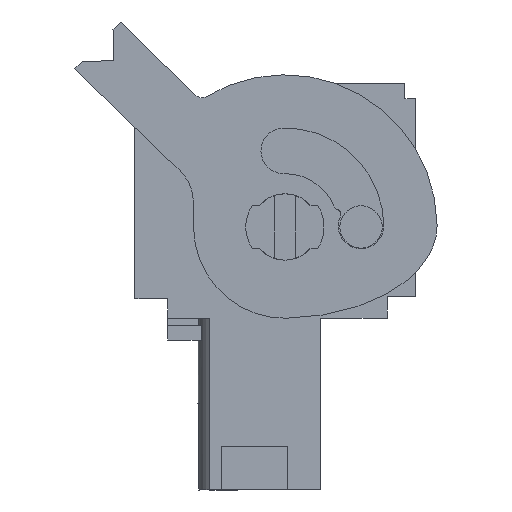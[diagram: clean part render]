
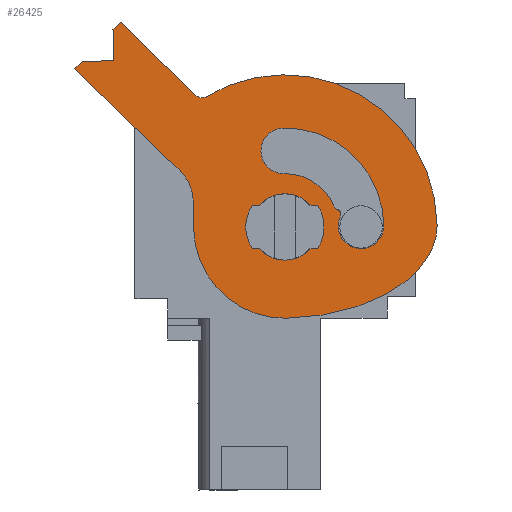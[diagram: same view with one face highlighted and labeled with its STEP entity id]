
A CAD part, left-side view. The second image highlights one B-rep face of the part: STEP entity #26425.
In plain terms, the highlighted planar face has unit normal (-1, 0, 0).
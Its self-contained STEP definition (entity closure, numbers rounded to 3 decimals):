
#25764=AXIS2_PLACEMENT_3D('Circle Axis2P3D',#25762,#25763,$) ;
#25967=AXIS2_PLACEMENT_3D('Circle Axis2P3D',#25965,#25966,$) ;
#25998=AXIS2_PLACEMENT_3D('Circle Axis2P3D',#25996,#25997,$) ;
#26151=AXIS2_PLACEMENT_3D('Circle Axis2P3D',#26149,#26150,$) ;
#26182=AXIS2_PLACEMENT_3D('Circle Axis2P3D',#26180,#26181,$) ;
#26206=AXIS2_PLACEMENT_3D('Circle Axis2P3D',#26204,#26205,$) ;
#26230=AXIS2_PLACEMENT_3D('Circle Axis2P3D',#26228,#26229,$) ;
#26254=AXIS2_PLACEMENT_3D('Circle Axis2P3D',#26252,#26253,$) ;
#26271=AXIS2_PLACEMENT_3D('Circle Axis2P3D',#26269,#26270,$) ;
#26288=AXIS2_PLACEMENT_3D('Circle Axis2P3D',#26286,#26287,$) ;
#26336=AXIS2_PLACEMENT_3D('Circle Axis2P3D',#26334,#26335,$) ;
#26392=AXIS2_PLACEMENT_3D('Plane Axis2P3D',#26389,#26390,#26391) ;
#26410=AXIS2_PLACEMENT_3D('Circle Axis2P3D',#26408,#26409,$) ;
#25759=CARTESIAN_POINT('Vertex',(0.5,6.999,13.625)) ;
#25762=CARTESIAN_POINT('Axis2P3D Location',(0.5,6.999,12.1)) ;
#25766=CARTESIAN_POINT('Vertex',(0.5,6.999,10.575)) ;
#25962=CARTESIAN_POINT('Vertex',(0.5,10.607,18.099)) ;
#25965=CARTESIAN_POINT('Axis2P3D Location',(0.5,6.999,12.1)) ;
#25969=CARTESIAN_POINT('Vertex',(0.5,0.,12.21)) ;
#25993=CARTESIAN_POINT('Vertex',(0.5,6.933,7.901)) ;
#25996=CARTESIAN_POINT('Axis2P3D Location',(0.5,6.999,12.1)) ;
#26000=CARTESIAN_POINT('Vertex',(0.5,11.198,12.034)) ;
#26024=CARTESIAN_POINT('Vertex',(0.5,16.66,19.374)) ;
#26027=CARTESIAN_POINT('Line Origine',(0.5,16.492,19.547)) ;
#26031=CARTESIAN_POINT('Vertex',(0.5,16.324,19.72)) ;
#26051=CARTESIAN_POINT('Line Origine',(0.5,15.605,19.732)) ;
#26055=CARTESIAN_POINT('Vertex',(0.5,14.886,19.743)) ;
#26075=CARTESIAN_POINT('Line Origine',(0.5,14.897,20.462)) ;
#26079=CARTESIAN_POINT('Vertex',(0.5,14.909,21.181)) ;
#26094=CARTESIAN_POINT('Line Origine',(0.5,14.741,21.355)) ;
#26098=CARTESIAN_POINT('Vertex',(0.5,14.573,21.528)) ;
#26118=CARTESIAN_POINT('Line Origine',(0.5,12.832,19.841)) ;
#26122=CARTESIAN_POINT('Vertex',(0.5,11.091,18.154)) ;
#26146=CARTESIAN_POINT('Vertex',(0.5,7.038,14.55)) ;
#26149=CARTESIAN_POINT('Axis2P3D Location',(0.5,6.999,12.1)) ;
#26153=CARTESIAN_POINT('Vertex',(0.5,4.727,13.018)) ;
#26177=CARTESIAN_POINT('Vertex',(0.5,4.583,12.897)) ;
#26180=CARTESIAN_POINT('Axis2P3D Location',(0.5,4.624,12.701)) ;
#26184=CARTESIAN_POINT('Vertex',(0.5,4.444,12.614)) ;
#26204=CARTESIAN_POINT('Axis2P3D Location',(0.5,4.542,13.093)) ;
#26225=CARTESIAN_POINT('Vertex',(0.5,7.071,16.649)) ;
#26228=CARTESIAN_POINT('Axis2P3D Location',(0.5,7.054,15.6)) ;
#26249=CARTESIAN_POINT('Vertex',(0.5,2.45,12.172)) ;
#26252=CARTESIAN_POINT('Axis2P3D Location',(0.5,6.999,12.1)) ;
#26269=CARTESIAN_POINT('Axis2P3D Location',(0.5,3.499,12.155)) ;
#26286=CARTESIAN_POINT('Axis2P3D Location',(0.5,10.813,18.442)) ;
#26307=CARTESIAN_POINT('Vertex',(0.5,11.826,14.689)) ;
#26310=CARTESIAN_POINT('Line Origine',(0.5,14.243,17.031)) ;
#26331=CARTESIAN_POINT('Vertex',(0.5,11.218,13.284)) ;
#26334=CARTESIAN_POINT('Axis2P3D Location',(0.5,13.218,13.253)) ;
#26351=CARTESIAN_POINT('Line Origine',(0.5,11.208,12.659)) ;
#26372=CARTESIAN_POINT('Control Point',(0.5,6.933,7.901)) ;
#26373=CARTESIAN_POINT('Control Point',(0.5,5.853,7.917)) ;
#26374=CARTESIAN_POINT('Control Point',(0.5,4.775,8.059)) ;
#26375=CARTESIAN_POINT('Control Point',(0.5,3.734,8.326)) ;
#26376=CARTESIAN_POINT('Control Point',(0.5,1.928,9.07)) ;
#26377=CARTESIAN_POINT('Control Point',(0.5,0.648,10.227)) ;
#26378=CARTESIAN_POINT('Control Point',(0.5,0.205,10.857)) ;
#26379=CARTESIAN_POINT('Control Point',(0.5,-0.011,11.535)) ;
#26380=CARTESIAN_POINT('Control Point',(0.5,0.,12.21)) ;
#26389=CARTESIAN_POINT('Axis2P3D Location',(0.5,8.399,24.2)) ;
#26408=CARTESIAN_POINT('Axis2P3D Location',(0.5,6.999,12.1)) ;
#25763=DIRECTION('Axis2P3D Direction',(-1.,0.,0.)) ;
#25966=DIRECTION('Axis2P3D Direction',(-1.,0.,0.)) ;
#25997=DIRECTION('Axis2P3D Direction',(-1.,0.,0.)) ;
#26028=DIRECTION('Vector Direction',(0.,-0.696,0.718)) ;
#26052=DIRECTION('Vector Direction',(0.,-1.,0.016)) ;
#26076=DIRECTION('Vector Direction',(0.,0.016,1.)) ;
#26095=DIRECTION('Vector Direction',(0.,-0.696,0.718)) ;
#26119=DIRECTION('Vector Direction',(0.,-0.718,-0.696)) ;
#26150=DIRECTION('Axis2P3D Direction',(-1.,0.,0.)) ;
#26181=DIRECTION('Axis2P3D Direction',(-1.,0.,0.)) ;
#26205=DIRECTION('Axis2P3D Direction',(-1.,0.,0.)) ;
#26229=DIRECTION('Axis2P3D Direction',(-1.,0.,0.)) ;
#26253=DIRECTION('Axis2P3D Direction',(-1.,0.,0.)) ;
#26270=DIRECTION('Axis2P3D Direction',(-1.,0.,0.)) ;
#26287=DIRECTION('Axis2P3D Direction',(-1.,0.,0.)) ;
#26311=DIRECTION('Vector Direction',(0.,-0.718,-0.696)) ;
#26335=DIRECTION('Axis2P3D Direction',(-1.,0.,0.)) ;
#26352=DIRECTION('Vector Direction',(0.,-0.016,-1.)) ;
#26390=DIRECTION('Axis2P3D Direction',(1.,0.,0.)) ;
#26391=DIRECTION('Axis2P3D XDirection',(0.,0.,-1.)) ;
#26409=DIRECTION('Axis2P3D Direction',(1.,0.,0.)) ;
#26029=VECTOR('Line Direction',#26028,1.) ;
#26053=VECTOR('Line Direction',#26052,1.) ;
#26077=VECTOR('Line Direction',#26076,1.) ;
#26096=VECTOR('Line Direction',#26095,1.) ;
#26120=VECTOR('Line Direction',#26119,1.) ;
#26312=VECTOR('Line Direction',#26311,1.) ;
#26353=VECTOR('Line Direction',#26352,1.) ;
#26395=ORIENTED_EDGE('',*,*,#26381,.T.) ;
#26396=ORIENTED_EDGE('',*,*,#25971,.F.) ;
#26397=ORIENTED_EDGE('',*,*,#26290,.T.) ;
#26398=ORIENTED_EDGE('',*,*,#26124,.F.) ;
#26399=ORIENTED_EDGE('',*,*,#26100,.F.) ;
#26400=ORIENTED_EDGE('',*,*,#26081,.F.) ;
#26401=ORIENTED_EDGE('',*,*,#26057,.F.) ;
#26402=ORIENTED_EDGE('',*,*,#26033,.F.) ;
#26403=ORIENTED_EDGE('',*,*,#26314,.T.) ;
#26404=ORIENTED_EDGE('',*,*,#26338,.T.) ;
#26405=ORIENTED_EDGE('',*,*,#26355,.T.) ;
#26406=ORIENTED_EDGE('',*,*,#26002,.F.) ;
#26414=ORIENTED_EDGE('',*,*,#26412,.T.) ;
#26415=ORIENTED_EDGE('',*,*,#25768,.T.) ;
#26418=ORIENTED_EDGE('',*,*,#26256,.T.) ;
#26419=ORIENTED_EDGE('',*,*,#26273,.T.) ;
#26420=ORIENTED_EDGE('',*,*,#26186,.F.) ;
#26421=ORIENTED_EDGE('',*,*,#26208,.T.) ;
#26422=ORIENTED_EDGE('',*,*,#26155,.F.) ;
#26423=ORIENTED_EDGE('',*,*,#26232,.T.) ;
#26416=FACE_BOUND('',#26413,.T.) ;
#26424=FACE_BOUND('',#26417,.T.) ;
#26425=ADVANCED_FACE('L\X2\00F6\X0\sehebel.2',(#26407,#26416,#26424),#26393,.F.) ;
#26371=B_SPLINE_CURVE_WITH_KNOTS('',5,(#26372,#26373,#26374,#26375,#26376,#26377,#26378,#26379,#26380),.UNSPECIFIED.,.F.,.U.,(6,3,6),(0.,8.296,15.673),.UNSPECIFIED.) ;
#25765=CIRCLE('generated circle',#25764,1.525) ;
#25968=CIRCLE('generated circle',#25967,7.) ;
#25999=CIRCLE('generated circle',#25998,4.2) ;
#26152=CIRCLE('generated circle',#26151,2.45) ;
#26183=CIRCLE('generated circle',#26182,0.2) ;
#26207=CIRCLE('generated circle',#26206,0.2) ;
#26231=CIRCLE('generated circle',#26230,1.05) ;
#26255=CIRCLE('generated circle',#26254,4.55) ;
#26272=CIRCLE('generated circle',#26271,1.05) ;
#26289=CIRCLE('generated circle',#26288,0.4) ;
#26337=CIRCLE('generated circle',#26336,2.) ;
#26411=CIRCLE('generated circle',#26410,1.525) ;
#25768=EDGE_CURVE('',#25767,#25760,#25765,.F.) ;
#25971=EDGE_CURVE('',#25963,#25970,#25968,.F.) ;
#26002=EDGE_CURVE('',#25994,#26001,#25999,.F.) ;
#26033=EDGE_CURVE('',#26025,#26032,#26030,.T.) ;
#26057=EDGE_CURVE('',#26032,#26056,#26054,.T.) ;
#26081=EDGE_CURVE('',#26056,#26080,#26078,.T.) ;
#26100=EDGE_CURVE('',#26080,#26099,#26097,.T.) ;
#26124=EDGE_CURVE('',#26099,#26123,#26121,.T.) ;
#26155=EDGE_CURVE('',#26147,#26154,#26152,.F.) ;
#26186=EDGE_CURVE('',#26178,#26185,#26183,.F.) ;
#26208=EDGE_CURVE('',#26178,#26154,#26207,.F.) ;
#26232=EDGE_CURVE('',#26147,#26226,#26231,.F.) ;
#26256=EDGE_CURVE('',#26226,#26250,#26255,.F.) ;
#26273=EDGE_CURVE('',#26250,#26185,#26272,.F.) ;
#26290=EDGE_CURVE('',#25963,#26123,#26289,.F.) ;
#26314=EDGE_CURVE('',#26025,#26308,#26313,.T.) ;
#26338=EDGE_CURVE('',#26308,#26332,#26337,.F.) ;
#26355=EDGE_CURVE('',#26332,#26001,#26354,.T.) ;
#26381=EDGE_CURVE('',#25994,#25970,#26371,.T.) ;
#26412=EDGE_CURVE('',#25760,#25767,#26411,.T.) ;
#26394=EDGE_LOOP('',(#26395,#26396,#26397,#26398,#26399,#26400,#26401,#26402,#26403,#26404,#26405,#26406)) ;
#26413=EDGE_LOOP('',(#26414,#26415)) ;
#26417=EDGE_LOOP('',(#26418,#26419,#26420,#26421,#26422,#26423)) ;
#26407=FACE_OUTER_BOUND('',#26394,.T.) ;
#26030=LINE('Line',#26027,#26029) ;
#26054=LINE('Line',#26051,#26053) ;
#26078=LINE('Line',#26075,#26077) ;
#26097=LINE('Line',#26094,#26096) ;
#26121=LINE('Line',#26118,#26120) ;
#26313=LINE('Line',#26310,#26312) ;
#26354=LINE('Line',#26351,#26353) ;
#26393=PLANE('',#26392) ;
#25760=VERTEX_POINT('',#25759) ;
#25767=VERTEX_POINT('',#25766) ;
#25963=VERTEX_POINT('',#25962) ;
#25970=VERTEX_POINT('',#25969) ;
#25994=VERTEX_POINT('',#25993) ;
#26001=VERTEX_POINT('',#26000) ;
#26025=VERTEX_POINT('',#26024) ;
#26032=VERTEX_POINT('',#26031) ;
#26056=VERTEX_POINT('',#26055) ;
#26080=VERTEX_POINT('',#26079) ;
#26099=VERTEX_POINT('',#26098) ;
#26123=VERTEX_POINT('',#26122) ;
#26147=VERTEX_POINT('',#26146) ;
#26154=VERTEX_POINT('',#26153) ;
#26178=VERTEX_POINT('',#26177) ;
#26185=VERTEX_POINT('',#26184) ;
#26226=VERTEX_POINT('',#26225) ;
#26250=VERTEX_POINT('',#26249) ;
#26308=VERTEX_POINT('',#26307) ;
#26332=VERTEX_POINT('',#26331) ;
